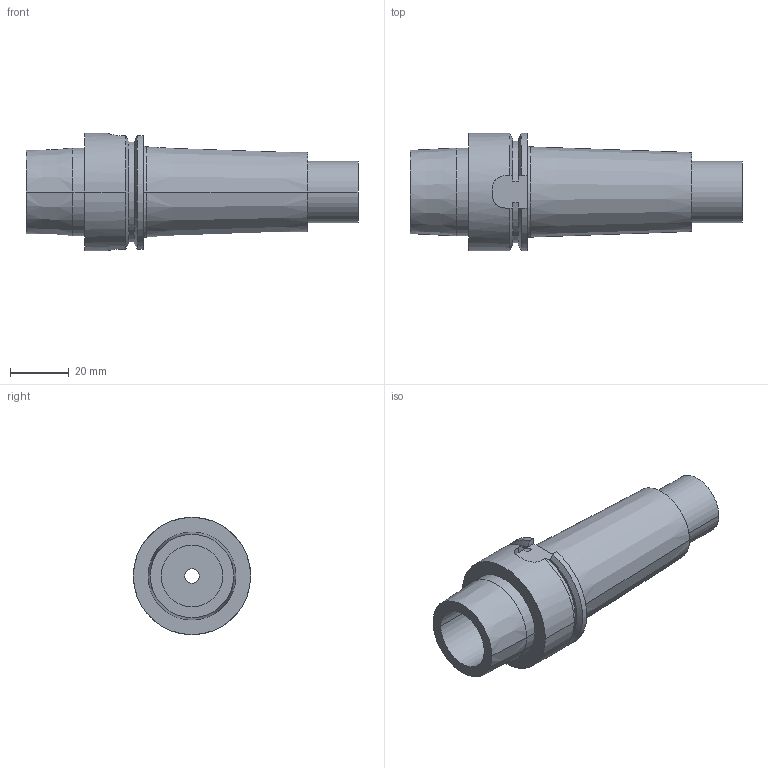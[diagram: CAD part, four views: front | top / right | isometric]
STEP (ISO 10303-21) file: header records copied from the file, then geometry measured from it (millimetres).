
FILE_DESCRIPTION((''),'2;1');
FILE_NAME('84721310','2020-01-31T14:22:40',('Thiemer'),(''),'CREO PARAMETRIC BY PTC INC, 2018400','CREO PARAMETRIC BY PTC INC, 2018400','');
FILE_SCHEMA(('AUTOMOTIVE_DESIGN { 1 0 10303 214 1 1 1 1 }'));
Length unit declared in the file: millimetre
Products named in the file (1): 84721310
Bounding box: 113.3 x 40 x 40 mm (x, y, z)
Volume: 66193.3 mm3; surface area: 17043.7 mm2
Topology: 1 solids, 1 shells, 65 faces, 165 edges, 108 vertices
Faces by surface type: plane 27, cylinder 24, cone 12, torus 2
Entity records: 3067 total; most frequent: CARTESIAN_POINT 465, DIRECTION 386, ORIENTED_EDGE 330, PRESENTATION_STYLE_ASSIGNMENT 188, STYLED_ITEM 188, CURVE_STYLE 187, EDGE_CURVE 165, AXIS2_PLACEMENT_3D 149
